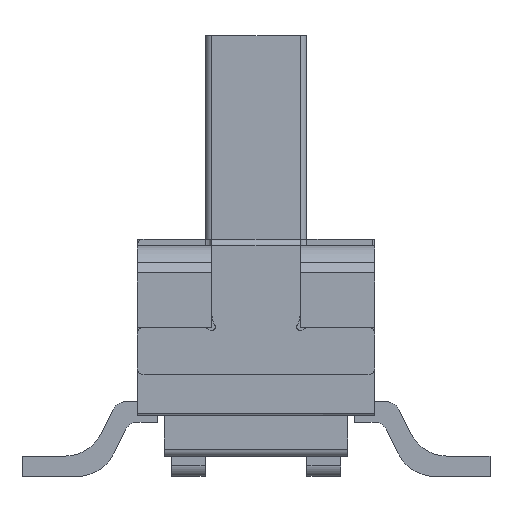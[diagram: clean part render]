
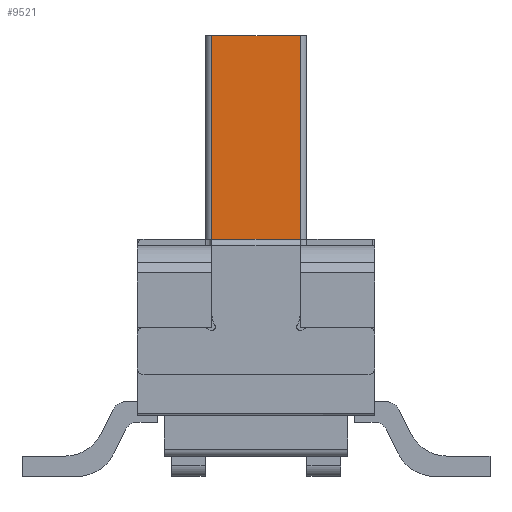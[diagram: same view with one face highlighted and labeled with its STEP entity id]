
A CAD part, front view. The second image highlights one B-rep face of the part: STEP entity #9521.
In plain terms, the highlighted face is planar.
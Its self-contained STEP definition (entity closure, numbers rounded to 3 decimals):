
#420 = CARTESIAN_POINT ( 'NONE',  ( -0.15, -0.75, 2.5 ) ) ;
#579 = EDGE_LOOP ( 'NONE', ( #2206, #18304, #2609, #4766 ) ) ;
#862 = DIRECTION ( 'NONE',  ( 0., 1., 0. ) ) ;
#1284 = EDGE_CURVE ( 'NONE', #9855, #7202, #17674, .T. ) ;
#1453 = FACE_OUTER_BOUND ( 'NONE', #579, .T. ) ;
#1547 = VECTOR ( 'NONE', #16049, 1000. ) ;
#2206 = ORIENTED_EDGE ( 'NONE', *, *, #4935, .F. ) ;
#2436 = VERTEX_POINT ( 'NONE', #20240 ) ;
#2609 = ORIENTED_EDGE ( 'NONE', *, *, #9395, .T. ) ;
#4596 = VECTOR ( 'NONE', #8389, 1000. ) ;
#4766 = ORIENTED_EDGE ( 'NONE', *, *, #5120, .T. ) ;
#4935 = EDGE_CURVE ( 'NONE', #9855, #13494, #18099, .T. ) ;
#5120 = EDGE_CURVE ( 'NONE', #2436, #13494, #17454, .T. ) ;
#6793 = PLANE ( 'NONE',  #19035 ) ;
#7202 = VERTEX_POINT ( 'NONE', #14699 ) ;
#8389 = DIRECTION ( 'NONE',  ( 0., 0., -1. ) ) ;
#9395 = EDGE_CURVE ( 'NONE', #7202, #2436, #11964, .T. ) ;
#9521 = ADVANCED_FACE ( 'NONE', ( #1453 ), #6793, .F. ) ;
#9855 = VERTEX_POINT ( 'NONE', #23262 ) ;
#11964 = LINE ( 'NONE', #420, #22494 ) ;
#13494 = VERTEX_POINT ( 'NONE', #20372 ) ;
#13830 = DIRECTION ( 'NONE',  ( 0., 0., 1. ) ) ;
#14699 = CARTESIAN_POINT ( 'NONE',  ( -0.15, -0.65, 2.5 ) ) ;
#15020 = VECTOR ( 'NONE', #13830, 1000. ) ;
#15293 = CARTESIAN_POINT ( 'NONE',  ( -0.15, 0.65, 5.6 ) ) ;
#16049 = DIRECTION ( 'NONE',  ( 0., 1., 0. ) ) ;
#17454 = LINE ( 'NONE', #15293, #15020 ) ;
#17674 = LINE ( 'NONE', #21525, #4596 ) ;
#18099 = LINE ( 'NONE', #18213, #1547 ) ;
#18213 = CARTESIAN_POINT ( 'NONE',  ( -0.15, -0.75, 5.6 ) ) ;
#18304 = ORIENTED_EDGE ( 'NONE', *, *, #1284, .T. ) ;
#19035 = AXIS2_PLACEMENT_3D ( 'NONE', #23544, #21617, #21850 ) ;
#20240 = CARTESIAN_POINT ( 'NONE',  ( -0.15, 0.65, 2.5 ) ) ;
#20372 = CARTESIAN_POINT ( 'NONE',  ( -0.15, 0.65, 5.6 ) ) ;
#21525 = CARTESIAN_POINT ( 'NONE',  ( -0.15, -0.65, 5.6 ) ) ;
#21617 = DIRECTION ( 'NONE',  ( -1., 0., 0. ) ) ;
#21850 = DIRECTION ( 'NONE',  ( 0., 0., 1. ) ) ;
#22494 = VECTOR ( 'NONE', #862, 1000. ) ;
#23262 = CARTESIAN_POINT ( 'NONE',  ( -0.15, -0.65, 5.6 ) ) ;
#23544 = CARTESIAN_POINT ( 'NONE',  ( -0.15, -0.75, 5.6 ) ) ;
